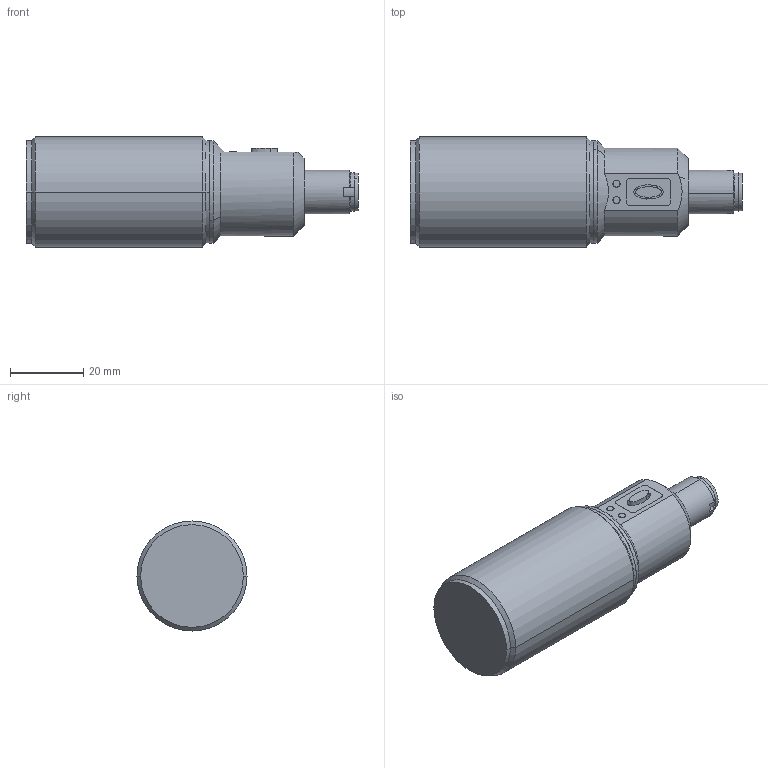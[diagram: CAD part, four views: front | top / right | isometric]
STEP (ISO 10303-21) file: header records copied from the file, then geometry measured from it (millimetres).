
FILE_DESCRIPTION(('Creo Elements/Direct Modeling STEP Export'),'2;1');
FILE_NAME('CA30CLC30BP-M1.stp','2017-05-18T10:44:21',('Palle Edslev '),('EDSLEV A/S'),'Creo Elements/Direct Modeling STEP processor for AP214 (Solid Model)','Creo Elements/Direct Modeling 18.1H 24-Oct-2015 (C) Parametric Technology GmbH','');
FILE_SCHEMA(('AUTOMOTIVE_DESIGN { 1 0 10303 214 1 1 1 1 }'));
Length unit declared in the file: millimetre
Products named in the file (1): CA30CLC30BP-M1
Bounding box: 90.45 x 30 x 30 mm (x, y, z)
Volume: 47670.3 mm3; surface area: 8762.7 mm2
Topology: 1 solids, 1 shells, 87 faces, 202 edges, 129 vertices
Faces by surface type: plane 33, cylinder 32, cone 18, extrusion 4
Entity records: 2554 total; most frequent: CARTESIAN_POINT 701, ORIENTED_EDGE 404, DIRECTION 344, EDGE_CURVE 202, VERTEX_POINT 129, AXIS2_PLACEMENT_3D 125, EDGE_LOOP 99, VECTOR 94
